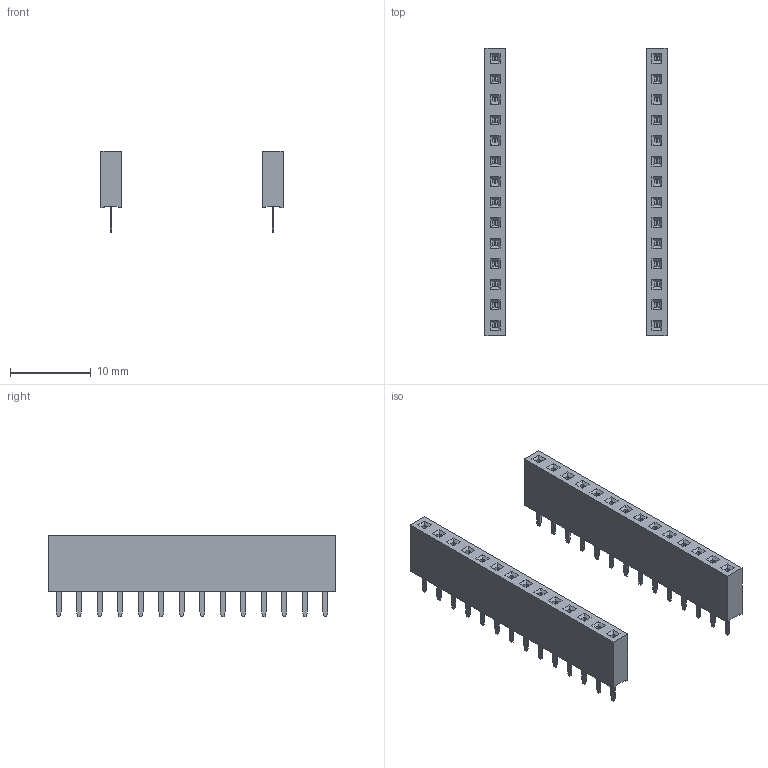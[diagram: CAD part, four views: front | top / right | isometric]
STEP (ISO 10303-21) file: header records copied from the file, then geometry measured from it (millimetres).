
FILE_DESCRIPTION(/* description */ (''),/* implementation_level */ '2;1');
FILE_NAME(/* name */ 'MKR_Sockets v1.step',/* time_stamp */ '2021-04-27T23:19:05-03:00',/* author */ (''),/* organization */ (''),/* preprocessor_version */ 'ST-DEVELOPER v18.1',/* originating_system */ 'Autodesk Translation Framework v10.6.0.1341',/* authorisation */ '');
FILE_SCHEMA (('AUTOMOTIVE_DESIGN { 1 0 10303 214 3 1 1 }'));
Length unit declared in the file: millimetre
Products named in the file (1): MKR_Sockets
Bounding box: 22.54 x 35.56 x 10.1 mm (x, y, z)
Volume: 1189.2 mm3; surface area: 2032.3 mm2
Topology: 2 solids, 2 shells, 888 faces, 2288 edges, 1488 vertices
Faces by surface type: plane 888
Entity records: 27210 total; most frequent: CARTESIAN_POINT 4665, ORIENTED_EDGE 4576, DIRECTION 4066, LINE 2288, VECTOR 2288, EDGE_CURVE 2288, VERTEX_POINT 1488, EDGE_LOOP 972
